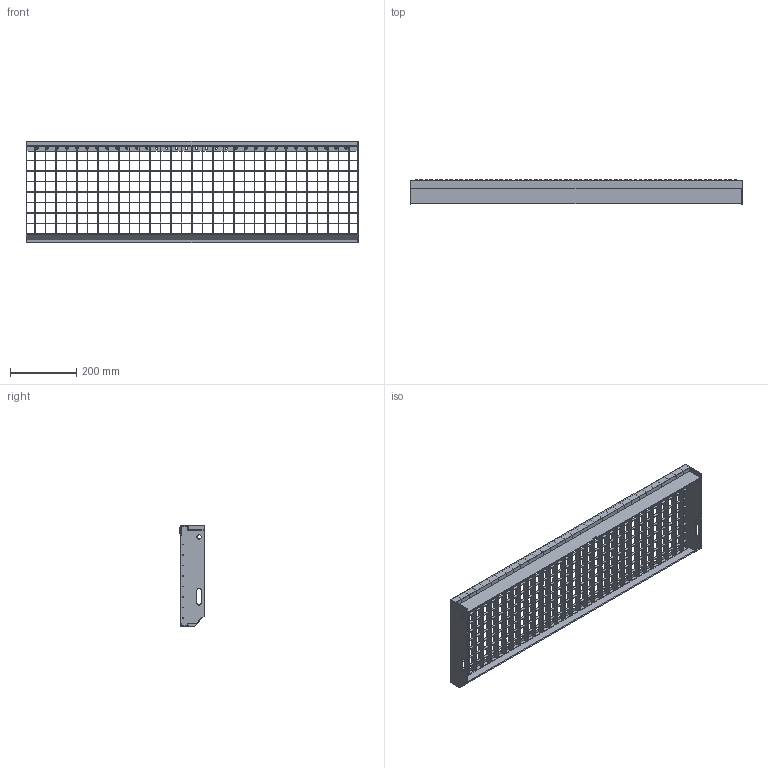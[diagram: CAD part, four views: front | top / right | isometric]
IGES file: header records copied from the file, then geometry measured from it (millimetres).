
Start section: SolidWorks IGES file using analytic representation for surfaces
Global section: file name: 40.1003030.7.igs; native system: SolidWorks 2015; preprocessor: SolidWorks 2015; author: Chris; date: 151004.092148; units: millimetre
Bounding box: 1000 x 72.67 x 305 mm (x, y, z)
Surface area: 1037333.8 mm2 (no closed solid volume)
Topology: 0 solids, 0 shells, 936 faces, 14282 edges, 14282 vertices
Faces by surface type: bspline 666, revolution 270
